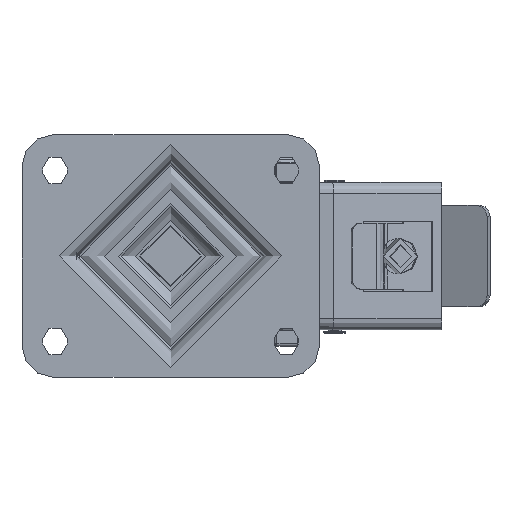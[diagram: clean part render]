
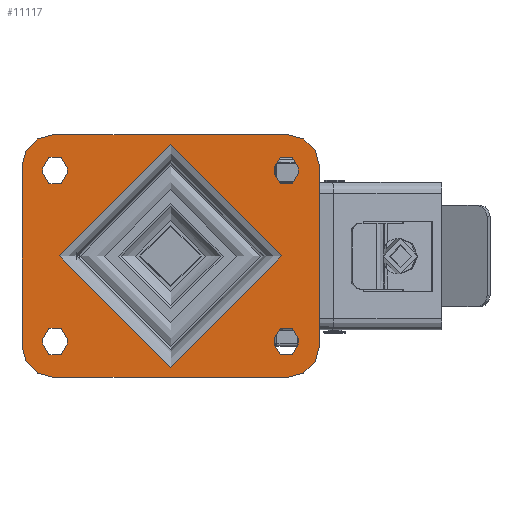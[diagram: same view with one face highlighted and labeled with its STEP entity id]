
A CAD part, top view. The second image highlights one B-rep face of the part: STEP entity #11117.
In plain terms, the highlighted planar face has unit normal (0, 0, 1).
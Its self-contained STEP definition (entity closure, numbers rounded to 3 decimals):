
#421=FACE_BOUND('',#1873,.T.);
#422=FACE_BOUND('',#1874,.T.);
#423=FACE_BOUND('',#1875,.T.);
#424=FACE_BOUND('',#1876,.T.);
#425=FACE_BOUND('',#1877,.T.);
#571=PLANE('',#12106);
#1218=FACE_OUTER_BOUND('',#1872,.T.);
#1872=EDGE_LOOP('',(#8130,#8131,#8132,#8133,#8134,#8135,#8136,#8137));
#1873=EDGE_LOOP('',(#8138,#8139,#8140,#8141));
#1874=EDGE_LOOP('',(#8142,#8143,#8144,#8145));
#1875=EDGE_LOOP('',(#8146,#8147,#8148,#8149));
#1876=EDGE_LOOP('',(#8150,#8151,#8152,#8153));
#1877=EDGE_LOOP('',(#8154));
#2561=LINE('',#17394,#3452);
#2564=LINE('',#17402,#3455);
#2567=LINE('',#17410,#3458);
#2570=LINE('',#17418,#3461);
#2573=LINE('',#17426,#3464);
#2576=LINE('',#17434,#3467);
#2579=LINE('',#17442,#3470);
#2582=LINE('',#17450,#3473);
#2586=LINE('',#17462,#3477);
#2589=LINE('',#17470,#3480);
#2592=LINE('',#17478,#3483);
#2595=LINE('',#17485,#3486);
#3452=VECTOR('',#13681,1000.);
#3455=VECTOR('',#13690,1000.);
#3458=VECTOR('',#13699,1000.);
#3461=VECTOR('',#13708,1000.);
#3464=VECTOR('',#13717,1000.);
#3467=VECTOR('',#13726,1000.);
#3470=VECTOR('',#13735,1000.);
#3473=VECTOR('',#13744,1000.);
#3477=VECTOR('',#13758,1000.);
#3480=VECTOR('',#13767,1000.);
#3483=VECTOR('',#13776,1000.);
#3486=VECTOR('',#13785,1000.);
#4228=CIRCLE('',#11836,50.5);
#4355=CIRCLE('',#12070,5.5);
#4356=CIRCLE('',#12073,5.5);
#4357=CIRCLE('',#12076,5.5);
#4358=CIRCLE('',#12079,5.5);
#4359=CIRCLE('',#12082,5.5);
#4360=CIRCLE('',#12085,5.5);
#4361=CIRCLE('',#12088,5.5);
#4362=CIRCLE('',#12091,5.5);
#4363=CIRCLE('',#12093,14.);
#4364=CIRCLE('',#12096,14.);
#4365=CIRCLE('',#12099,14.);
#4366=CIRCLE('',#12102,14.);
#4746=VERTEX_POINT('',#16463);
#4931=VERTEX_POINT('',#17391);
#4932=VERTEX_POINT('',#17393);
#4933=VERTEX_POINT('',#17397);
#4934=VERTEX_POINT('',#17401);
#4935=VERTEX_POINT('',#17407);
#4936=VERTEX_POINT('',#17409);
#4937=VERTEX_POINT('',#17413);
#4938=VERTEX_POINT('',#17417);
#4939=VERTEX_POINT('',#17423);
#4940=VERTEX_POINT('',#17425);
#4941=VERTEX_POINT('',#17429);
#4942=VERTEX_POINT('',#17433);
#4943=VERTEX_POINT('',#17439);
#4944=VERTEX_POINT('',#17441);
#4945=VERTEX_POINT('',#17445);
#4946=VERTEX_POINT('',#17449);
#4947=VERTEX_POINT('',#17455);
#4948=VERTEX_POINT('',#17457);
#4949=VERTEX_POINT('',#17461);
#4950=VERTEX_POINT('',#17465);
#4951=VERTEX_POINT('',#17469);
#4952=VERTEX_POINT('',#17473);
#4953=VERTEX_POINT('',#17477);
#4954=VERTEX_POINT('',#17481);
#5813=EDGE_CURVE('',#4746,#4746,#4228,.T.);
#6100=EDGE_CURVE('',#4932,#4931,#2561,.T.);
#6102=EDGE_CURVE('',#4933,#4932,#4355,.T.);
#6104=EDGE_CURVE('',#4934,#4933,#2564,.T.);
#6106=EDGE_CURVE('',#4931,#4934,#4356,.T.);
#6108=EDGE_CURVE('',#4936,#4935,#2567,.T.);
#6110=EDGE_CURVE('',#4937,#4936,#4357,.T.);
#6112=EDGE_CURVE('',#4938,#4937,#2570,.T.);
#6114=EDGE_CURVE('',#4935,#4938,#4358,.T.);
#6116=EDGE_CURVE('',#4940,#4939,#2573,.T.);
#6118=EDGE_CURVE('',#4941,#4940,#4359,.T.);
#6120=EDGE_CURVE('',#4942,#4941,#2576,.T.);
#6122=EDGE_CURVE('',#4939,#4942,#4360,.T.);
#6124=EDGE_CURVE('',#4944,#4943,#2579,.T.);
#6126=EDGE_CURVE('',#4945,#4944,#4361,.T.);
#6128=EDGE_CURVE('',#4946,#4945,#2582,.T.);
#6130=EDGE_CURVE('',#4943,#4946,#4362,.T.);
#6132=EDGE_CURVE('',#4947,#4948,#4363,.T.);
#6134=EDGE_CURVE('',#4948,#4949,#2586,.T.);
#6136=EDGE_CURVE('',#4950,#4949,#4364,.T.);
#6138=EDGE_CURVE('',#4950,#4951,#2589,.T.);
#6140=EDGE_CURVE('',#4951,#4952,#4365,.T.);
#6142=EDGE_CURVE('',#4952,#4953,#2592,.T.);
#6144=EDGE_CURVE('',#4953,#4954,#4366,.T.);
#6146=EDGE_CURVE('',#4954,#4947,#2595,.T.);
#8130=ORIENTED_EDGE('',*,*,#6132,.F.);
#8131=ORIENTED_EDGE('',*,*,#6146,.F.);
#8132=ORIENTED_EDGE('',*,*,#6144,.F.);
#8133=ORIENTED_EDGE('',*,*,#6142,.F.);
#8134=ORIENTED_EDGE('',*,*,#6140,.F.);
#8135=ORIENTED_EDGE('',*,*,#6138,.F.);
#8136=ORIENTED_EDGE('',*,*,#6136,.T.);
#8137=ORIENTED_EDGE('',*,*,#6134,.F.);
#8138=ORIENTED_EDGE('',*,*,#6124,.T.);
#8139=ORIENTED_EDGE('',*,*,#6130,.T.);
#8140=ORIENTED_EDGE('',*,*,#6128,.T.);
#8141=ORIENTED_EDGE('',*,*,#6126,.T.);
#8142=ORIENTED_EDGE('',*,*,#6116,.T.);
#8143=ORIENTED_EDGE('',*,*,#6122,.T.);
#8144=ORIENTED_EDGE('',*,*,#6120,.T.);
#8145=ORIENTED_EDGE('',*,*,#6118,.T.);
#8146=ORIENTED_EDGE('',*,*,#6108,.T.);
#8147=ORIENTED_EDGE('',*,*,#6114,.T.);
#8148=ORIENTED_EDGE('',*,*,#6112,.T.);
#8149=ORIENTED_EDGE('',*,*,#6110,.T.);
#8150=ORIENTED_EDGE('',*,*,#6100,.T.);
#8151=ORIENTED_EDGE('',*,*,#6106,.T.);
#8152=ORIENTED_EDGE('',*,*,#6104,.T.);
#8153=ORIENTED_EDGE('',*,*,#6102,.T.);
#8154=ORIENTED_EDGE('',*,*,#5813,.F.);
#11117=ADVANCED_FACE('',(#1218,#421,#422,#423,#424,#425),#571,.T.);
#11836=AXIS2_PLACEMENT_3D('',#16464,#13091,#13092);
#12070=AXIS2_PLACEMENT_3D('',#17398,#13685,#13686);
#12073=AXIS2_PLACEMENT_3D('',#17405,#13694,#13695);
#12076=AXIS2_PLACEMENT_3D('',#17414,#13703,#13704);
#12079=AXIS2_PLACEMENT_3D('',#17421,#13712,#13713);
#12082=AXIS2_PLACEMENT_3D('',#17430,#13721,#13722);
#12085=AXIS2_PLACEMENT_3D('',#17437,#13730,#13731);
#12088=AXIS2_PLACEMENT_3D('',#17446,#13739,#13740);
#12091=AXIS2_PLACEMENT_3D('',#17453,#13748,#13749);
#12093=AXIS2_PLACEMENT_3D('',#17458,#13753,#13754);
#12096=AXIS2_PLACEMENT_3D('',#17466,#13762,#13763);
#12099=AXIS2_PLACEMENT_3D('',#17474,#13771,#13772);
#12102=AXIS2_PLACEMENT_3D('',#17482,#13780,#13781);
#12106=AXIS2_PLACEMENT_3D('',#17488,#13790,#13791);
#13091=DIRECTION('center_axis',(0.,0.,1.));
#13092=DIRECTION('ref_axis',(1.,0.,0.));
#13681=DIRECTION('',(0.,1.,0.));
#13685=DIRECTION('center_axis',(0.,0.,-1.));
#13686=DIRECTION('ref_axis',(-1.,0.,0.));
#13690=DIRECTION('',(0.,-1.,0.));
#13694=DIRECTION('center_axis',(0.,0.,-1.));
#13695=DIRECTION('ref_axis',(-1.,0.,0.));
#13699=DIRECTION('',(0.,-1.,0.));
#13703=DIRECTION('center_axis',(0.,0.,-1.));
#13704=DIRECTION('ref_axis',(-1.,0.,0.));
#13708=DIRECTION('',(0.,1.,0.));
#13712=DIRECTION('center_axis',(0.,0.,-1.));
#13713=DIRECTION('ref_axis',(-1.,0.,0.));
#13717=DIRECTION('',(0.,1.,0.));
#13721=DIRECTION('center_axis',(0.,0.,-1.));
#13722=DIRECTION('ref_axis',(1.,0.,0.));
#13726=DIRECTION('',(0.,-1.,0.));
#13730=DIRECTION('center_axis',(0.,0.,-1.));
#13731=DIRECTION('ref_axis',(1.,0.,0.));
#13735=DIRECTION('',(0.,-1.,0.));
#13739=DIRECTION('center_axis',(0.,0.,-1.));
#13740=DIRECTION('ref_axis',(1.,0.,0.));
#13744=DIRECTION('',(0.,1.,0.));
#13748=DIRECTION('center_axis',(0.,0.,-1.));
#13749=DIRECTION('ref_axis',(1.,0.,0.));
#13753=DIRECTION('center_axis',(0.,0.,-1.));
#13754=DIRECTION('ref_axis',(0.,-1.,0.));
#13758=DIRECTION('',(0.,1.,0.));
#13762=DIRECTION('center_axis',(0.,0.,1.));
#13763=DIRECTION('ref_axis',(0.,1.,0.));
#13767=DIRECTION('',(1.,0.,0.));
#13771=DIRECTION('center_axis',(0.,0.,-1.));
#13772=DIRECTION('ref_axis',(0.,1.,0.));
#13776=DIRECTION('',(0.,-1.,0.));
#13780=DIRECTION('center_axis',(0.,0.,-1.));
#13781=DIRECTION('ref_axis',(1.,0.,0.));
#13785=DIRECTION('',(-1.,0.,0.));
#13790=DIRECTION('center_axis',(0.,0.,1.));
#13791=DIRECTION('ref_axis',(1.,0.,0.));
#16463=CARTESIAN_POINT('',(50.5,0.,0.));
#16464=CARTESIAN_POINT('Origin',(0.,0.,0.));
#17391=CARTESIAN_POINT('',(47.,-37.5,0.));
#17393=CARTESIAN_POINT('',(47.,-40.,0.));
#17394=CARTESIAN_POINT('',(47.,-40.,0.));
#17397=CARTESIAN_POINT('',(58.,-40.,0.));
#17398=CARTESIAN_POINT('Origin',(52.5,-40.,0.));
#17401=CARTESIAN_POINT('',(58.,-37.5,0.));
#17402=CARTESIAN_POINT('',(58.,-40.,0.));
#17405=CARTESIAN_POINT('Origin',(52.5,-37.5,0.));
#17407=CARTESIAN_POINT('',(58.,37.5,0.));
#17409=CARTESIAN_POINT('',(58.,40.,0.));
#17410=CARTESIAN_POINT('',(58.,40.,0.));
#17413=CARTESIAN_POINT('',(47.,40.,0.));
#17414=CARTESIAN_POINT('Origin',(52.5,40.,0.));
#17417=CARTESIAN_POINT('',(47.,37.5,0.));
#17418=CARTESIAN_POINT('',(47.,40.,0.));
#17421=CARTESIAN_POINT('Origin',(52.5,37.5,0.));
#17423=CARTESIAN_POINT('',(-58.,-37.5,0.));
#17425=CARTESIAN_POINT('',(-58.,-40.,0.));
#17426=CARTESIAN_POINT('',(-58.,-40.,0.));
#17429=CARTESIAN_POINT('',(-47.,-40.,0.));
#17430=CARTESIAN_POINT('Origin',(-52.5,-40.,0.));
#17433=CARTESIAN_POINT('',(-47.,-37.5,0.));
#17434=CARTESIAN_POINT('',(-47.,-40.,0.));
#17437=CARTESIAN_POINT('Origin',(-52.5,-37.5,0.));
#17439=CARTESIAN_POINT('',(-47.,37.5,0.));
#17441=CARTESIAN_POINT('',(-47.,40.,0.));
#17442=CARTESIAN_POINT('',(-47.,40.,0.));
#17445=CARTESIAN_POINT('',(-58.,40.,0.));
#17446=CARTESIAN_POINT('Origin',(-52.5,40.,0.));
#17449=CARTESIAN_POINT('',(-58.,37.5,0.));
#17450=CARTESIAN_POINT('',(-58.,40.,0.));
#17453=CARTESIAN_POINT('Origin',(-52.5,37.5,0.));
#17455=CARTESIAN_POINT('',(-53.5,-55.,0.));
#17457=CARTESIAN_POINT('',(-67.5,-41.,0.));
#17458=CARTESIAN_POINT('Origin',(-53.5,-41.,0.));
#17461=CARTESIAN_POINT('',(-67.5,41.,0.));
#17462=CARTESIAN_POINT('',(-67.5,-41.,0.));
#17465=CARTESIAN_POINT('',(-53.5,55.,0.));
#17466=CARTESIAN_POINT('Origin',(-53.5,41.,0.));
#17469=CARTESIAN_POINT('',(53.5,55.,0.));
#17470=CARTESIAN_POINT('',(-53.5,55.,0.));
#17473=CARTESIAN_POINT('',(67.5,41.,0.));
#17474=CARTESIAN_POINT('Origin',(53.5,41.,0.));
#17477=CARTESIAN_POINT('',(67.5,-41.,0.));
#17478=CARTESIAN_POINT('',(67.5,41.,0.));
#17481=CARTESIAN_POINT('',(53.5,-55.,0.));
#17482=CARTESIAN_POINT('Origin',(53.5,-41.,0.));
#17485=CARTESIAN_POINT('',(53.5,-55.,0.));
#17488=CARTESIAN_POINT('Origin',(0.,0.,0.));
